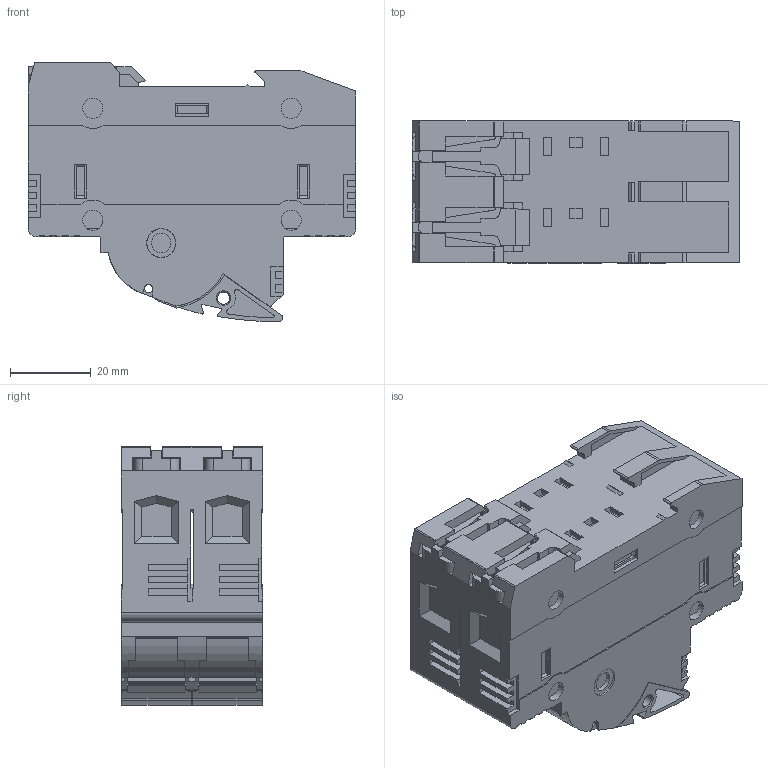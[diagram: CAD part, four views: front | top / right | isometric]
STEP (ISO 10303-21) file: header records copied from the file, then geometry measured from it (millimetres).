
FILE_DESCRIPTION (( 'STEP AP214' ), '1' );
FILE_NAME ('3d_2P_PR32.STEP', '2025-01-21T14:29:02', ( '' ), ( '' ), 'SwSTEP 2.0', 'SolidWorks 2022', '' );
FILE_SCHEMA (( 'AUTOMOTIVE_DESIGN' ));
Length unit declared in the file: millimetre
Products named in the file (1): 3d_2P_PR32
Bounding box: 81 x 35 x 63.97 mm (x, y, z)
Volume: 126271.5 mm3; surface area: 34327.4 mm2
Topology: 1 solids, 53 shells, 2069 faces, 5271 edges, 3365 vertices
Faces by surface type: plane 1188, cylinder 715, bspline 80, torus 50, cone 20, sphere 16
Entity records: 66371 total; most frequent: CARTESIAN_POINT 16298, ORIENTED_EDGE 10510, DIRECTION 10293, EDGE_CURVE 5255, AXIS2_PLACEMENT_3D 3442, LINE 3409, VECTOR 3409, VERTEX_POINT 3365
